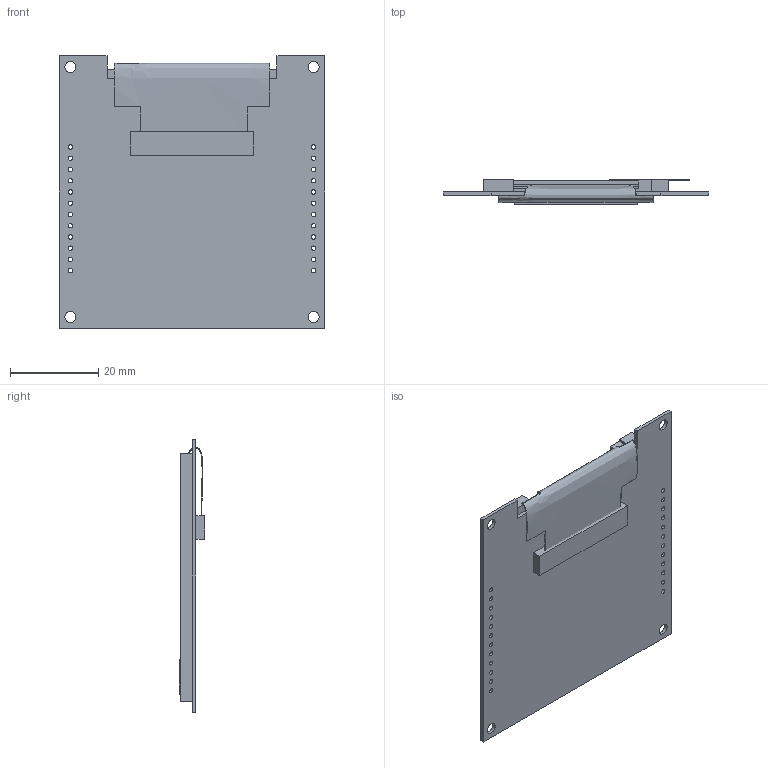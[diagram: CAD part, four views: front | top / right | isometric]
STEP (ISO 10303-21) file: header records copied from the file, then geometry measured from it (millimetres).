
FILE_DESCRIPTION((''),'2;1');
FILE_NAME('AG56ACAS1_ASM','2013-06-17T',('user31'),(''),'PRO/ENGINEER BY PARAMETRIC TECHNOLOGY CORPORATION, 2010100','PRO/ENGINEER BY PARAMETRIC TECHNOLOGY CORPORATION, 2010100','');
FILE_SCHEMA(('CONFIG_CONTROL_DESIGN'));
Length unit declared in the file: millimetre
Products named in the file (7): PCB; BL; 1; COG; 2; FPC; AG56ACAS1_ASM
Assembly tree (6 placements, depth 2):
  AG56ACAS1_ASM
    PCB
    BL
    1
    COG
    2
    FPC
Bounding box: 60 x 5.7 x 61.5 mm (x, y, z)
Volume: 8680.6 mm3; surface area: 50051.2 mm2
Topology: 7 solids, 12 shells, 375 faces, 1048 edges, 699 vertices
Faces by surface type: plane 257, cylinder 116, extrusion 2
Entity records: 12584 total; most frequent: CARTESIAN_POINT 2293, ORIENTED_EDGE 2096, DIRECTION 2060, EDGE_CURVE 1048, VECTOR 804, LINE 802, VERTEX_POINT 699, AXIS2_PLACEMENT_3D 628
